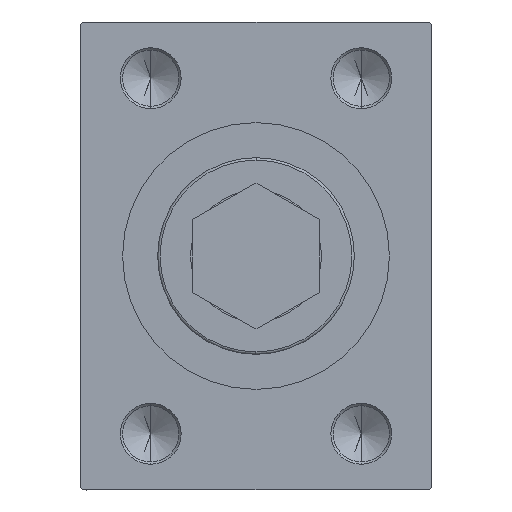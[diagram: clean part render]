
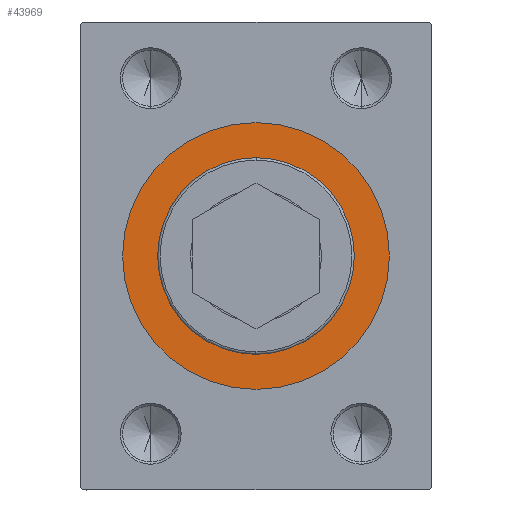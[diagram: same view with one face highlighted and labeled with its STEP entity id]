
A CAD part, left-side view. The second image highlights one B-rep face of the part: STEP entity #43969.
In plain terms, the highlighted face is planar.
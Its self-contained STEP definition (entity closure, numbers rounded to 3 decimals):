
#956 = EDGE_CURVE ( 'NONE', #31445, #34631, #18937, .T. ) ;
#1947 = CARTESIAN_POINT ( 'NONE',  ( 112.2, 0., 0. ) ) ;
#2116 = ORIENTED_EDGE ( 'NONE', *, *, #42835, .F. ) ;
#2297 = DIRECTION ( 'NONE',  ( 0., 0., -1. ) ) ;
#3923 = FACE_BOUND ( 'NONE', #26906, .T. ) ;
#4061 = VERTEX_POINT ( 'NONE', #35074 ) ;
#6319 = CIRCLE ( 'NONE', #24749, 28.5 ) ;
#7102 = ORIENTED_EDGE ( 'NONE', *, *, #956, .F. ) ;
#8110 = CARTESIAN_POINT ( 'NONE',  ( 112.2, 0., 21. ) ) ;
#10334 = CIRCLE ( 'NONE', #37178, 28.5 ) ;
#11910 = VERTEX_POINT ( 'NONE', #29052 ) ;
#13972 = ORIENTED_EDGE ( 'NONE', *, *, #18650, .T. ) ;
#14293 = FACE_OUTER_BOUND ( 'NONE', #14391, .T. ) ;
#14391 = EDGE_LOOP ( 'NONE', ( #13972, #36584 ) ) ;
#14536 = DIRECTION ( 'NONE',  ( 0., 0., -1. ) ) ;
#18373 = PLANE ( 'NONE',  #38408 ) ;
#18427 = CIRCLE ( 'NONE', #34527, 21. ) ;
#18650 = EDGE_CURVE ( 'NONE', #11910, #4061, #6319, .T. ) ;
#18937 = CIRCLE ( 'NONE', #30404, 21. ) ;
#20313 = DIRECTION ( 'NONE',  ( 0., 0., -1. ) ) ;
#20474 = DIRECTION ( 'NONE',  ( 1., 0., 0. ) ) ;
#22017 = DIRECTION ( 'NONE',  ( 1., 0., 0. ) ) ;
#22253 = DIRECTION ( 'NONE',  ( 0., 0., -1. ) ) ;
#24749 = AXIS2_PLACEMENT_3D ( 'NONE', #35236, #39781, #2297 ) ;
#25181 = EDGE_CURVE ( 'NONE', #4061, #11910, #10334, .T. ) ;
#26906 = EDGE_LOOP ( 'NONE', ( #2116, #7102 ) ) ;
#27503 = DIRECTION ( 'NONE',  ( 1., 0., 0. ) ) ;
#29052 = CARTESIAN_POINT ( 'NONE',  ( 112.2, 0., -28.5 ) ) ;
#30404 = AXIS2_PLACEMENT_3D ( 'NONE', #34472, #27503, #20313 ) ;
#31445 = VERTEX_POINT ( 'NONE', #37623 ) ;
#31658 = CARTESIAN_POINT ( 'NONE',  ( 112.2, 0., 0. ) ) ;
#34472 = CARTESIAN_POINT ( 'NONE',  ( 112.2, 0., 0. ) ) ;
#34527 = AXIS2_PLACEMENT_3D ( 'NONE', #43893, #22017, #22253 ) ;
#34631 = VERTEX_POINT ( 'NONE', #8110 ) ;
#34880 = DIRECTION ( 'NONE',  ( 0., 0., -1. ) ) ;
#35074 = CARTESIAN_POINT ( 'NONE',  ( 112.2, 0., 28.5 ) ) ;
#35236 = CARTESIAN_POINT ( 'NONE',  ( 112.2, 0., 0. ) ) ;
#36584 = ORIENTED_EDGE ( 'NONE', *, *, #25181, .T. ) ;
#37178 = AXIS2_PLACEMENT_3D ( 'NONE', #1947, #20474, #34880 ) ;
#37623 = CARTESIAN_POINT ( 'NONE',  ( 112.2, 0., -21. ) ) ;
#38408 = AXIS2_PLACEMENT_3D ( 'NONE', #31658, #47436, #14536 ) ;
#39781 = DIRECTION ( 'NONE',  ( 1., 0., 0. ) ) ;
#42835 = EDGE_CURVE ( 'NONE', #34631, #31445, #18427, .T. ) ;
#43893 = CARTESIAN_POINT ( 'NONE',  ( 112.2, 0., 0. ) ) ;
#43969 = ADVANCED_FACE ( 'NONE', ( #3923, #14293 ), #18373, .T. ) ;
#47436 = DIRECTION ( 'NONE',  ( 1., 0., 0. ) ) ;
